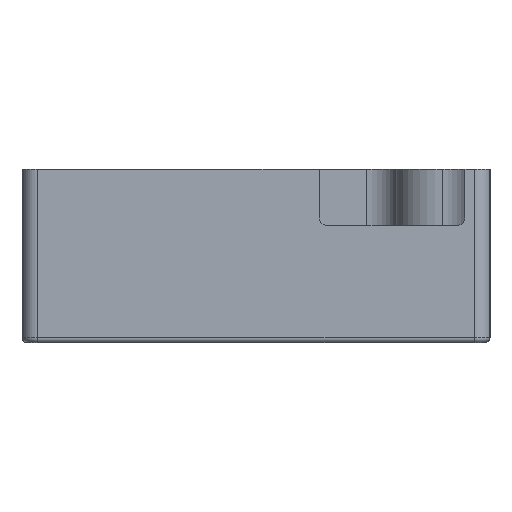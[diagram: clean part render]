
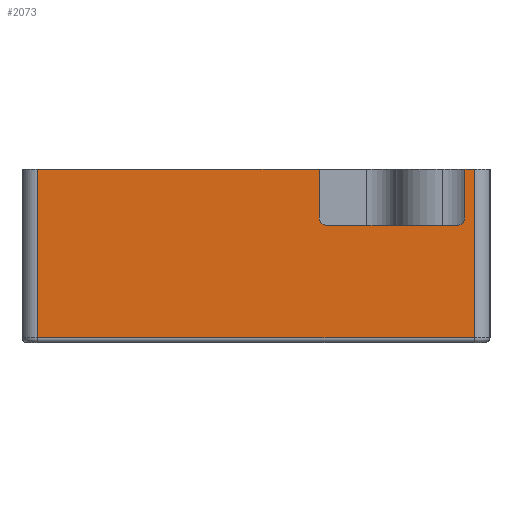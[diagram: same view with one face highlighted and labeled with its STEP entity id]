
A CAD part, front view. The second image highlights one B-rep face of the part: STEP entity #2073.
In plain terms, the highlighted planar face has unit normal (0, -1, 0).
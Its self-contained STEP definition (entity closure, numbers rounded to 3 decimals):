
#120=PLANE('',#2335);
#239=FACE_OUTER_BOUND('',#368,.T.);
#368=EDGE_LOOP('',(#1812,#1813,#1814,#1815,#1816,#1817,#1818,#1819,#1820,
#1821));
#392=LINE('',#3042,#544);
#491=LINE('',#3565,#643);
#493=LINE('',#3570,#645);
#494=LINE('',#3572,#646);
#500=LINE('',#3635,#652);
#531=LINE('',#3827,#683);
#532=LINE('',#3831,#684);
#533=LINE('',#3832,#685);
#544=VECTOR('',#2372,10.);
#643=VECTOR('',#2789,10.);
#645=VECTOR('',#2795,10.);
#646=VECTOR('',#2798,10.);
#652=VECTOR('',#2840,10.);
#683=VECTOR('',#2973,10.);
#684=VECTOR('',#2978,10.);
#685=VECTOR('',#2979,10.);
#693=CIRCLE('',#2101,0.5);
#694=CIRCLE('',#2104,0.5);
#822=VERTEX_POINT('',#3032);
#823=VERTEX_POINT('',#3034);
#825=VERTEX_POINT('',#3040);
#826=VERTEX_POINT('',#3044);
#948=VERTEX_POINT('',#3562);
#949=VERTEX_POINT('',#3564);
#950=VERTEX_POINT('',#3568);
#961=VERTEX_POINT('',#3633);
#993=VERTEX_POINT('',#3826);
#994=VERTEX_POINT('',#3830);
#1005=EDGE_CURVE('',#822,#823,#693,.T.);
#1009=EDGE_CURVE('',#825,#822,#392,.T.);
#1010=EDGE_CURVE('',#826,#825,#694,.T.);
#1204=EDGE_CURVE('',#948,#949,#491,.T.);
#1207=EDGE_CURVE('',#950,#826,#493,.T.);
#1208=EDGE_CURVE('',#949,#950,#494,.T.);
#1225=EDGE_CURVE('',#961,#948,#500,.T.);
#1285=EDGE_CURVE('',#961,#993,#531,.T.);
#1287=EDGE_CURVE('',#994,#993,#532,.T.);
#1288=EDGE_CURVE('',#994,#823,#533,.T.);
#1812=ORIENTED_EDGE('',*,*,#1204,.F.);
#1813=ORIENTED_EDGE('',*,*,#1225,.F.);
#1814=ORIENTED_EDGE('',*,*,#1285,.T.);
#1815=ORIENTED_EDGE('',*,*,#1287,.F.);
#1816=ORIENTED_EDGE('',*,*,#1288,.T.);
#1817=ORIENTED_EDGE('',*,*,#1005,.F.);
#1818=ORIENTED_EDGE('',*,*,#1009,.F.);
#1819=ORIENTED_EDGE('',*,*,#1010,.F.);
#1820=ORIENTED_EDGE('',*,*,#1207,.F.);
#1821=ORIENTED_EDGE('',*,*,#1208,.F.);
#2073=ADVANCED_FACE('',(#239),#120,.T.);
#2101=AXIS2_PLACEMENT_3D('',#3035,#2365,#2366);
#2104=AXIS2_PLACEMENT_3D('',#3045,#2375,#2376);
#2335=AXIS2_PLACEMENT_3D('',#3829,#2976,#2977);
#2365=DIRECTION('center_axis',(0.,-1.,0.));
#2366=DIRECTION('ref_axis',(0.707,0.,-0.707));
#2372=DIRECTION('',(1.,0.,0.));
#2375=DIRECTION('center_axis',(0.,-1.,0.));
#2376=DIRECTION('ref_axis',(-0.707,0.,-0.707));
#2789=DIRECTION('',(0.,0.,1.));
#2795=DIRECTION('',(0.,0.,-1.));
#2798=DIRECTION('',(1.,0.,0.));
#2840=DIRECTION('',(-1.,0.,0.));
#2973=DIRECTION('',(0.,0.,1.));
#2976=DIRECTION('center_axis',(0.,-1.,0.));
#2977=DIRECTION('ref_axis',(-1.,0.,0.));
#2978=DIRECTION('',(1.,0.,0.));
#2979=DIRECTION('',(0.,0.,-1.));
#3032=CARTESIAN_POINT('',(-25.825,65.031,-3.5));
#3034=CARTESIAN_POINT('',(-25.325,65.031,-3.));
#3035=CARTESIAN_POINT('Origin',(-25.825,65.031,-3.));
#3040=CARTESIAN_POINT('',(-34.165,65.031,-3.5));
#3042=CARTESIAN_POINT('',(-25.325,65.031,-3.5));
#3044=CARTESIAN_POINT('',(-34.665,65.031,-3.));
#3045=CARTESIAN_POINT('Origin',(-34.165,65.031,-3.));
#3562=CARTESIAN_POINT('',(-52.684,65.031,-10.7));
#3564=CARTESIAN_POINT('',(-52.684,65.031,0.09));
#3565=CARTESIAN_POINT('',(-52.684,65.031,-5.5));
#3568=CARTESIAN_POINT('',(-34.665,65.031,0.09));
#3570=CARTESIAN_POINT('',(-34.665,65.031,0.09));
#3572=CARTESIAN_POINT('',(-52.684,65.031,0.09));
#3633=CARTESIAN_POINT('',(-24.736,65.031,-10.7));
#3635=CARTESIAN_POINT('',(-31.72,65.031,-10.7));
#3826=CARTESIAN_POINT('',(-24.736,65.031,0.09));
#3827=CARTESIAN_POINT('',(-24.736,65.031,-5.5));
#3829=CARTESIAN_POINT('Origin',(-24.736,65.031,-0.91));
#3830=CARTESIAN_POINT('',(-25.325,65.031,0.09));
#3831=CARTESIAN_POINT('',(-52.684,65.031,0.09));
#3832=CARTESIAN_POINT('',(-25.325,65.031,0.09));
